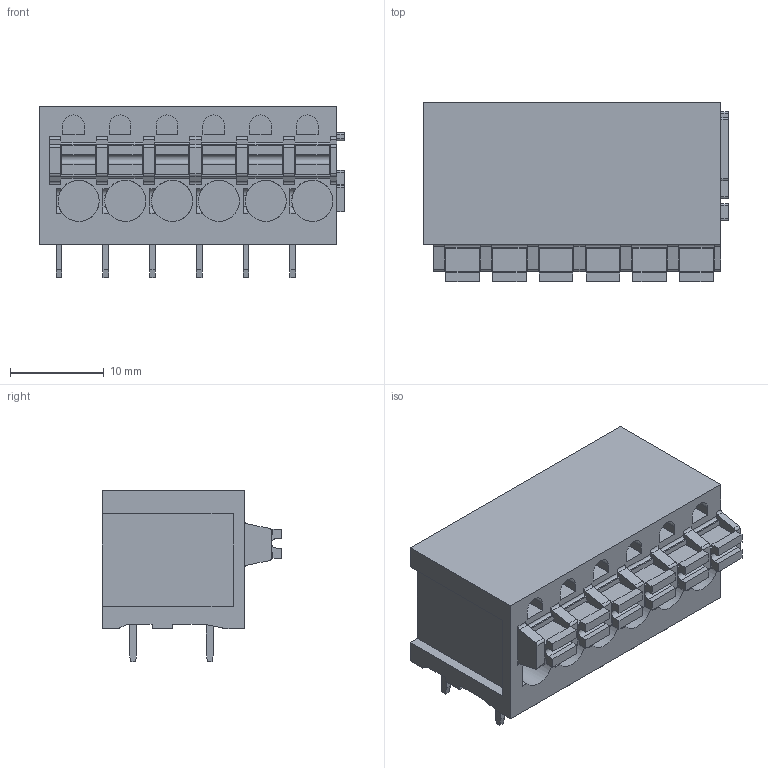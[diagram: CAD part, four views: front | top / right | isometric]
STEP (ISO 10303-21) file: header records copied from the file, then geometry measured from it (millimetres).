
FILE_DESCRIPTION(('CATIA V5 STEP Exchange','CAx-IF Rec.Pracs.--- Model Styling and Organization---1.2---2011-12-15'),'2;1');
FILE_NAME ('D1451181_0', '2018-09-07T10:06:08+00:00', ('none'), ('Weidmueller'), 'CATIA Version 5-6 Release 2014', 'CATIA V5 STEP AP214', 'none');
FILE_SCHEMA(('AUTOMOTIVE_DESIGN { 1 0 10303 214 1 1 1 1 }'));
Length unit declared in the file: millimetre
Products named in the file (1): 1331740000
Bounding box: 32.65 x 19.2 x 18.3 mm (x, y, z)
Volume: 6575.1 mm3; surface area: 4182.9 mm2
Topology: 19 solids, 19 shells, 446 faces, 1179 edges, 786 vertices
Faces by surface type: plane 343, cylinder 103
Entity records: 12601 total; most frequent: ORIENTED_EDGE 2358, CARTESIAN_POINT 2288, DIRECTION 1673, EDGE_CURVE 1179, VECTOR 955, LINE 955, VERTEX_POINT 786, AXIS2_PLACEMENT_3D 463
